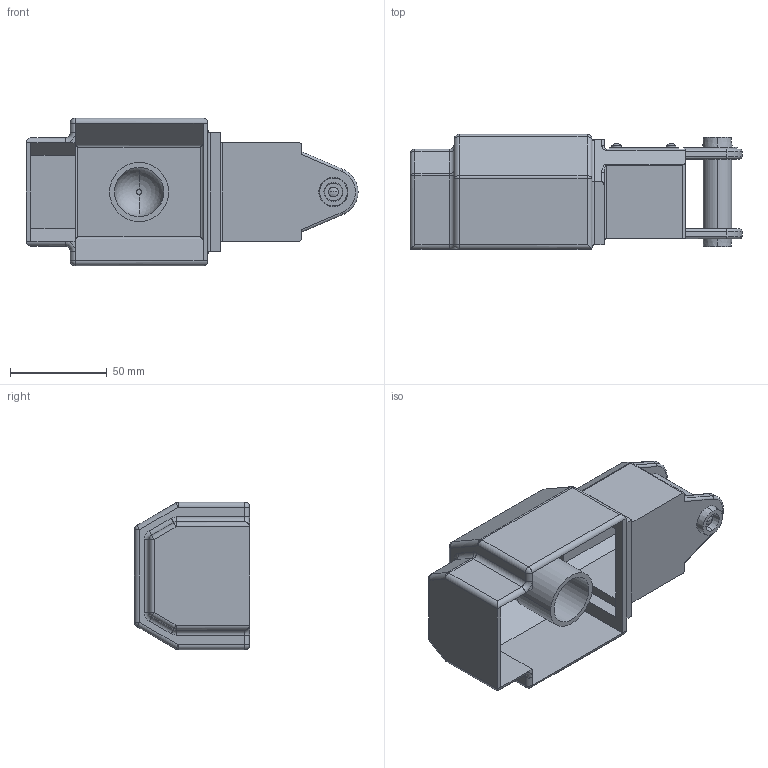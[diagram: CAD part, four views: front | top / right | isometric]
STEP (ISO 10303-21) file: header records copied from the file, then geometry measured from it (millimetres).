
FILE_DESCRIPTION((''),'2;1');
FILE_NAME('SM_SROBOT_UPPERARM','2021-08-20T',('Home'),(''),'CREO PARAMETRIC BY PTC INC, 2014350','CREO PARAMETRIC BY PTC INC, 2014350','');
FILE_SCHEMA(('CONFIG_CONTROL_DESIGN'));
Length unit declared in the file: millimetre
Products named in the file (1): SM_SROBOT_UPPERARM
Bounding box: 171.45 x 59.44 x 76.2 mm (x, y, z)
Volume: 107643.8 mm3; surface area: 76753.2 mm2
Topology: 1 solids, 1 shells, 236 faces, 569 edges, 338 vertices
Faces by surface type: cylinder 94, plane 85, sphere 30, torus 13, cone 8, bspline 6
Entity records: 7212 total; most frequent: CARTESIAN_POINT 1735, DIRECTION 1164, ORIENTED_EDGE 1106, EDGE_CURVE 553, AXIS2_PLACEMENT_3D 431, VERTEX_POINT 338, VECTOR 302, LINE 302
